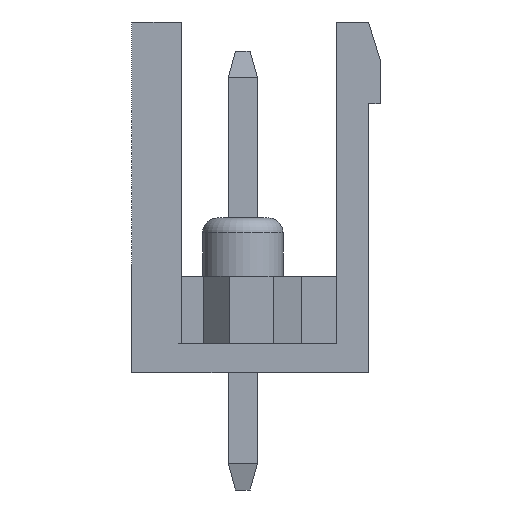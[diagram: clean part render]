
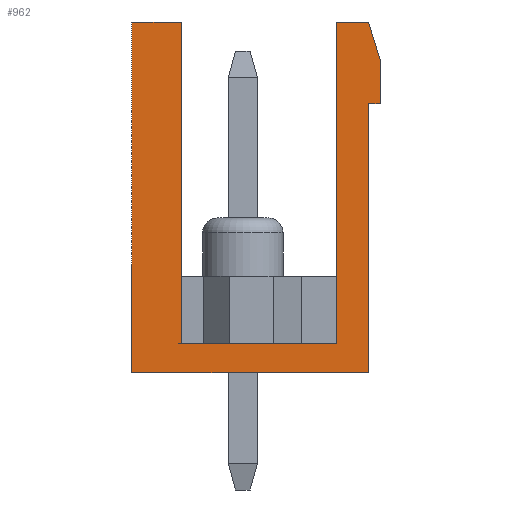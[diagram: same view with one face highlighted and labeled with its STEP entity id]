
A CAD part, left-side view. The second image highlights one B-rep face of the part: STEP entity #962.
In plain terms, the highlighted planar face has unit normal (-1, 0, 0).
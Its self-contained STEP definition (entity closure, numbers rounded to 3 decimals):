
#962 = ADVANCED_FACE( '', ( #2364 ), #2365, .F. );
#2364 = FACE_OUTER_BOUND( '', #4319, .T. );
#2365 = PLANE( '', #4320 );
#4319 = EDGE_LOOP( '', ( #6651, #6652, #6653, #6654, #6655, #6656, #6657, #6658, #6659, #6660, #6661 ) );
#4320 = AXIS2_PLACEMENT_3D( '', #6662, #6663, #6664 );
#6651 = ORIENTED_EDGE( '', *, *, #12469, .T. );
#6652 = ORIENTED_EDGE( '', *, *, #12470, .F. );
#6653 = ORIENTED_EDGE( '', *, *, #12471, .F. );
#6654 = ORIENTED_EDGE( '', *, *, #12355, .F. );
#6655 = ORIENTED_EDGE( '', *, *, #12472, .T. );
#6656 = ORIENTED_EDGE( '', *, *, #12473, .F. );
#6657 = ORIENTED_EDGE( '', *, *, #12474, .F. );
#6658 = ORIENTED_EDGE( '', *, *, #12475, .F. );
#6659 = ORIENTED_EDGE( '', *, *, #12476, .T. );
#6660 = ORIENTED_EDGE( '', *, *, #12477, .T. );
#6661 = ORIENTED_EDGE( '', *, *, #12478, .F. );
#6662 = CARTESIAN_POINT( '', ( -45.72, 0., 0. ) );
#6663 = DIRECTION( '', ( 1., 0., 0. ) );
#6664 = DIRECTION( '', ( 0., 0., -1. ) );
#12355 = EDGE_CURVE( '', #14960, #14945, #14962, .T. );
#12469 = EDGE_CURVE( '', #15164, #15165, #15166, .T. );
#12470 = EDGE_CURVE( '', #15167, #15165, #15168, .T. );
#12471 = EDGE_CURVE( '', #14945, #15167, #15169, .T. );
#12472 = EDGE_CURVE( '', #14960, #15170, #15171, .T. );
#12473 = EDGE_CURVE( '', #15172, #15170, #15173, .T. );
#12474 = EDGE_CURVE( '', #15174, #15172, #15175, .T. );
#12475 = EDGE_CURVE( '', #15176, #15174, #15177, .T. );
#12476 = EDGE_CURVE( '', #15176, #15178, #15179, .T. );
#12477 = EDGE_CURVE( '', #15178, #15180, #15181, .T. );
#12478 = EDGE_CURVE( '', #15164, #15180, #15182, .T. );
#14945 = VERTEX_POINT( '', #18703 );
#14960 = VERTEX_POINT( '', #18724 );
#14962 = LINE( '', #18727, #18728 );
#15164 = VERTEX_POINT( '', #19017 );
#15165 = VERTEX_POINT( '', #19018 );
#15166 = LINE( '', #19019, #19020 );
#15167 = VERTEX_POINT( '', #19021 );
#15168 = LINE( '', #19022, #19023 );
#15169 = LINE( '', #19024, #19025 );
#15170 = VERTEX_POINT( '', #19026 );
#15171 = LINE( '', #19027, #19028 );
#15172 = VERTEX_POINT( '', #19029 );
#15173 = LINE( '', #19030, #19031 );
#15174 = VERTEX_POINT( '', #19032 );
#15175 = LINE( '', #19033, #19034 );
#15176 = VERTEX_POINT( '', #19035 );
#15177 = LINE( '', #19036, #19037 );
#15178 = VERTEX_POINT( '', #19038 );
#15179 = LINE( '', #19039, #19040 );
#15180 = VERTEX_POINT( '', #19041 );
#15181 = LINE( '', #19042, #19043 );
#15182 = LINE( '', #19044, #19045 );
#18703 = CARTESIAN_POINT( '', ( -45.72, -2.95, -5. ) );
#18724 = CARTESIAN_POINT( '', ( -45.72, 2.35, -5. ) );
#18727 = CARTESIAN_POINT( '', ( -45.72, 2.35, -5. ) );
#18728 = VECTOR( '', #23493, 1000. );
#19017 = CARTESIAN_POINT( '', ( -45.72, -4.45, 4.7 ) );
#19018 = CARTESIAN_POINT( '', ( -45.72, -4.05, 6. ) );
#19019 = CARTESIAN_POINT( '', ( -45.72, -4.45, 4.7 ) );
#19020 = VECTOR( '', #23599, 1000. );
#19021 = CARTESIAN_POINT( '', ( -45.72, -2.95, 6. ) );
#19022 = CARTESIAN_POINT( '', ( -45.72, 4.05, 6. ) );
#19023 = VECTOR( '', #23600, 1000. );
#19024 = CARTESIAN_POINT( '', ( -45.72, -2.95, -5. ) );
#19025 = VECTOR( '', #23601, 1000. );
#19026 = CARTESIAN_POINT( '', ( -45.72, 2.35, 6. ) );
#19027 = CARTESIAN_POINT( '', ( -45.72, 2.35, -5. ) );
#19028 = VECTOR( '', #23602, 1000. );
#19029 = CARTESIAN_POINT( '', ( -45.72, 4.05, 6. ) );
#19030 = CARTESIAN_POINT( '', ( -45.72, 4.05, 6. ) );
#19031 = VECTOR( '', #23603, 1000. );
#19032 = CARTESIAN_POINT( '', ( -45.72, 4.05, -6. ) );
#19033 = CARTESIAN_POINT( '', ( -45.72, 4.05, -6. ) );
#19034 = VECTOR( '', #23604, 1000. );
#19035 = CARTESIAN_POINT( '', ( -45.72, -4.05, -6. ) );
#19036 = CARTESIAN_POINT( '', ( -45.72, -4.45, -6. ) );
#19037 = VECTOR( '', #23605, 1000. );
#19038 = CARTESIAN_POINT( '', ( -45.72, -4.05, 3.2 ) );
#19039 = CARTESIAN_POINT( '', ( -45.72, -4.05, -6. ) );
#19040 = VECTOR( '', #23606, 1000. );
#19041 = CARTESIAN_POINT( '', ( -45.72, -4.45, 3.2 ) );
#19042 = CARTESIAN_POINT( '', ( -45.72, -4.05, 3.2 ) );
#19043 = VECTOR( '', #23607, 1000. );
#19044 = CARTESIAN_POINT( '', ( -45.72, -4.45, 6. ) );
#19045 = VECTOR( '', #23608, 1000. );
#23493 = DIRECTION( '', ( 0., -1., 0. ) );
#23599 = DIRECTION( '', ( 0., 0.294, 0.956 ) );
#23600 = DIRECTION( '', ( 0., -1., 0. ) );
#23601 = DIRECTION( '', ( 0., 0., 1. ) );
#23602 = DIRECTION( '', ( 0., 0., 1. ) );
#23603 = DIRECTION( '', ( 0., -1., 0. ) );
#23604 = DIRECTION( '', ( 0., 0., 1. ) );
#23605 = DIRECTION( '', ( 0., 1., 0. ) );
#23606 = DIRECTION( '', ( 0., 0., 1. ) );
#23607 = DIRECTION( '', ( 0., -1., 0. ) );
#23608 = DIRECTION( '', ( 0., 0., -1. ) );
